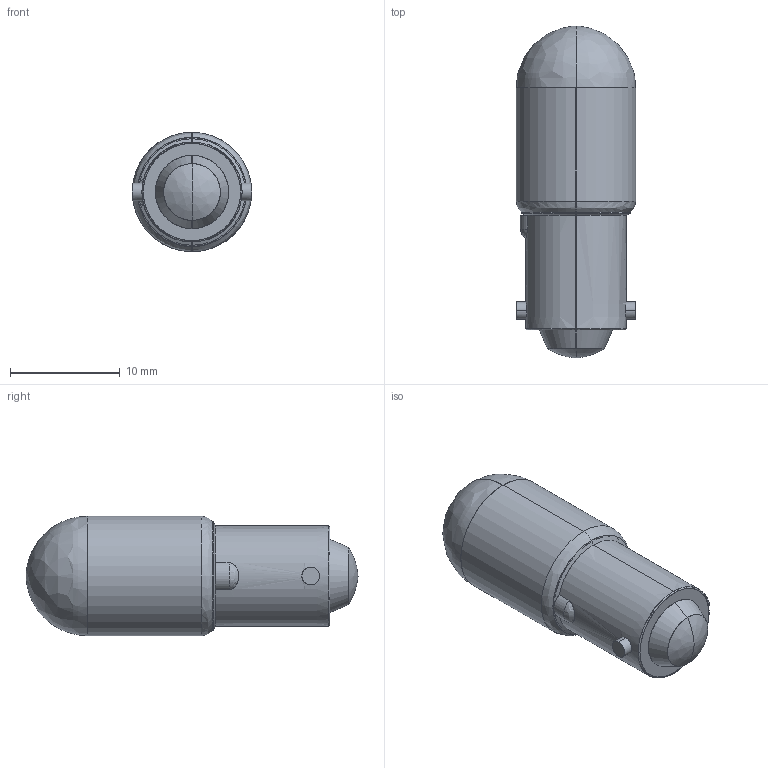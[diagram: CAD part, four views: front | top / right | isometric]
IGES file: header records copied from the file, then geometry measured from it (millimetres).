
Start section: SolidWorks IGES file using analytic representation for surfaces
Global section: file name: 1847.IGS; native system: SolidWorks 2018; preprocessor: SolidWorks 2018; author: tstoltenburg; date: 190531.145623; units: inch
Bounding box: 10.87 x 30.23 x 10.87 mm (x, y, z)
Surface area: 1720.4 mm2 (no closed solid volume)
Topology: 0 solids, 0 shells, 79 faces, 974 edges, 968 vertices
Faces by surface type: bspline 54, revolution 25
